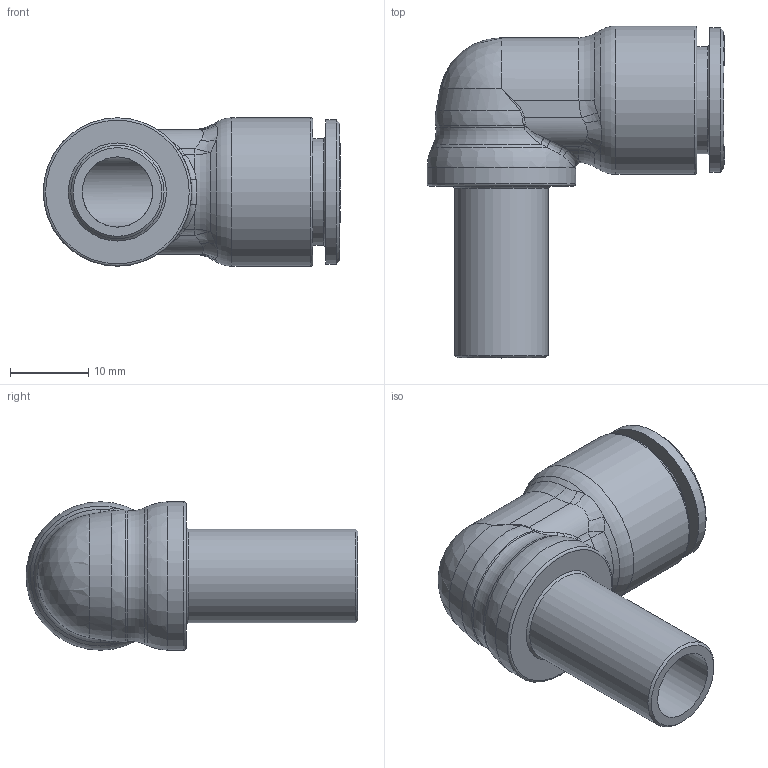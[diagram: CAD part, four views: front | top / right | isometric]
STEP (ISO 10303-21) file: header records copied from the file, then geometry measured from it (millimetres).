
FILE_DESCRIPTION(/* description */ ('STEP AP214'),/* implementation_level */ '2;1');
FILE_NAME(/* name */ 'B0390060',/* time_stamp */ '2023-03-30T15:30:28+02:00',/* author */ ('License CC BY-ND 4.0'),/* organization */ ('CADENAS'),/* preprocessor_version */ 'ST-DEVELOPER v19.3',/* originating_system */ 'PARTsolutions',/* authorisation */ ' ');
FILE_SCHEMA (('AUTOMOTIVE_DESIGN {1 0 10303 214 3 1 1}'));
Length unit declared in the file: millimetre
Products named in the file (1): B0390060
Bounding box: 38.1 x 42.5 x 19 mm (x, y, z)
Volume: 6835.4 mm3; surface area: 5540.6 mm2
Topology: 1 solids, 3 shells, 196 faces, 483 edges, 308 vertices
Faces by surface type: plane 87, bspline 69, cylinder 19, cone 10, torus 8, sphere 3
Full cylindrical faces by diameter (mm): 9 x2, 11.95 x1, 12.2 x1, 13.7 x1, 18.5 x1, 19 x2
Entity records: 8330 total; most frequent: CARTESIAN_POINT 4235, ORIENTED_EDGE 918, DIRECTION 646, EDGE_CURVE 459, VERTEX_POINT 302, LINE 238, VECTOR 238, EDGE_LOOP 231
